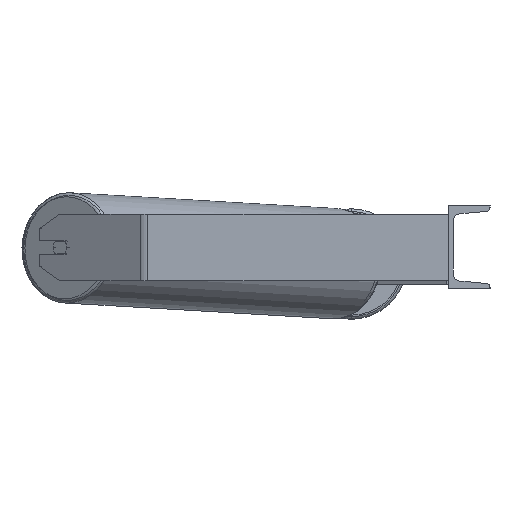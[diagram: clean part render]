
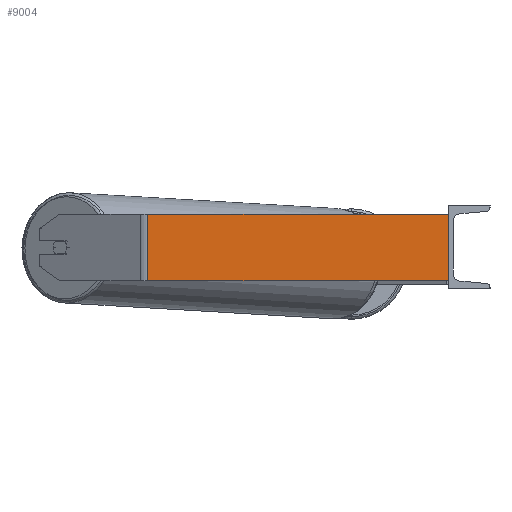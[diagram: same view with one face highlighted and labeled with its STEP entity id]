
A CAD part, left-side view. The second image highlights one B-rep face of the part: STEP entity #9004.
In plain terms, the highlighted planar face has unit normal (-1, 0, 0).
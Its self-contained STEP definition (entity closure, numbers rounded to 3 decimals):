
#52 = LINE ( 'NONE', #4282, #6828 ) ;
#106 = CARTESIAN_POINT ( 'NONE',  ( -885., 367.058, 40. ) ) ;
#151 = CARTESIAN_POINT ( 'NONE',  ( -885., 367.058, 40. ) ) ;
#244 = VECTOR ( 'NONE', #280, 1000. ) ;
#280 = DIRECTION ( 'NONE',  ( 0., -1., 0. ) ) ;
#329 = CARTESIAN_POINT ( 'NONE',  ( -885., 362.013, 40. ) ) ;
#331 = ORIENTED_EDGE ( 'NONE', *, *, #3824, .T. ) ;
#426 = DIRECTION ( 'NONE',  ( 0., 0., -1. ) ) ;
#431 = VERTEX_POINT ( 'NONE', #2474 ) ;
#830 = PLANE ( 'NONE',  #3858 ) ;
#875 = CARTESIAN_POINT ( 'NONE',  ( -885., 0., 40. ) ) ;
#1465 = DIRECTION ( 'NONE',  ( 0., -1., 0. ) ) ;
#2006 = ORIENTED_EDGE ( 'NONE', *, *, #2097, .T. ) ;
#2097 = EDGE_CURVE ( 'NONE', #431, #8621, #52, .T. ) ;
#2113 = EDGE_LOOP ( 'NONE', ( #2006, #6921, #7977, #331 ) ) ;
#2329 = CARTESIAN_POINT ( 'NONE',  ( -885., 362.013, 40. ) ) ;
#2474 = CARTESIAN_POINT ( 'NONE',  ( -885., 362.013, -40. ) ) ;
#3824 = EDGE_CURVE ( 'NONE', #7001, #431, #5985, .T. ) ;
#3857 = VECTOR ( 'NONE', #426, 1000. ) ;
#3858 = AXIS2_PLACEMENT_3D ( 'NONE', #106, #6987, #5625 ) ;
#4282 = CARTESIAN_POINT ( 'NONE',  ( -885., 367.058, -40. ) ) ;
#4722 = CARTESIAN_POINT ( 'NONE',  ( -885., 0., 40. ) ) ;
#4860 = CARTESIAN_POINT ( 'NONE',  ( -885., 0., -40. ) ) ;
#5414 = LINE ( 'NONE', #4722, #8261 ) ;
#5625 = DIRECTION ( 'NONE',  ( 0., 0., -1. ) ) ;
#5985 = LINE ( 'NONE', #329, #3857 ) ;
#6425 = EDGE_CURVE ( 'NONE', #7001, #7997, #6513, .T. ) ;
#6513 = LINE ( 'NONE', #151, #244 ) ;
#6828 = VECTOR ( 'NONE', #1465, 1000. ) ;
#6921 = ORIENTED_EDGE ( 'NONE', *, *, #7493, .F. ) ;
#6950 = DIRECTION ( 'NONE',  ( 0., 0., -1. ) ) ;
#6987 = DIRECTION ( 'NONE',  ( 1., 0., 0. ) ) ;
#7001 = VERTEX_POINT ( 'NONE', #2329 ) ;
#7493 = EDGE_CURVE ( 'NONE', #7997, #8621, #5414, .T. ) ;
#7977 = ORIENTED_EDGE ( 'NONE', *, *, #6425, .F. ) ;
#7997 = VERTEX_POINT ( 'NONE', #875 ) ;
#8261 = VECTOR ( 'NONE', #6950, 1000. ) ;
#8394 = FACE_OUTER_BOUND ( 'NONE', #2113, .T. ) ;
#8621 = VERTEX_POINT ( 'NONE', #4860 ) ;
#9004 = ADVANCED_FACE ( 'NONE', ( #8394 ), #830, .F. ) ;
